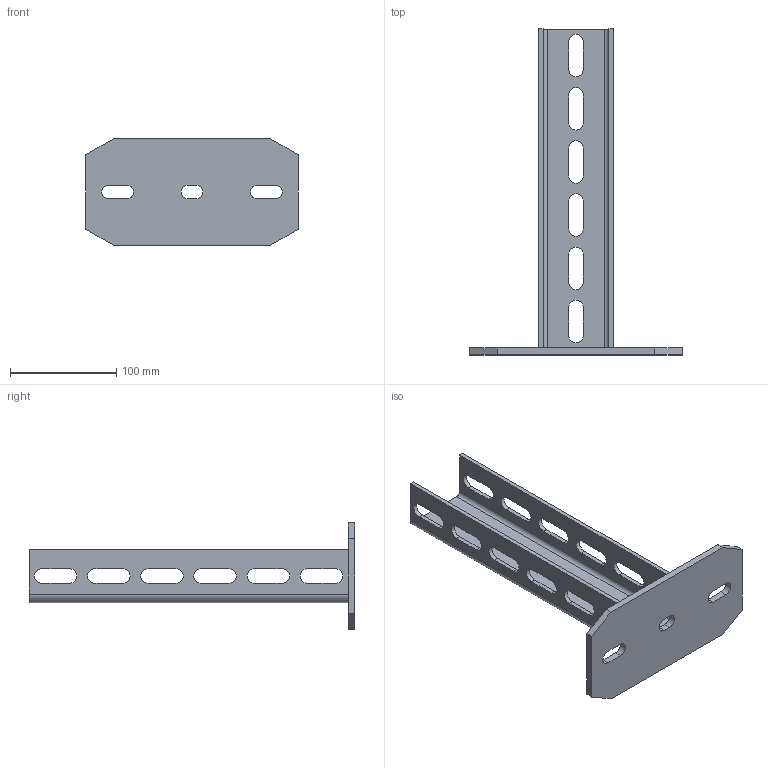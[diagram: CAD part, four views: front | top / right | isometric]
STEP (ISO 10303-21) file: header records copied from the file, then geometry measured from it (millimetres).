
FILE_DESCRIPTION((''),'2;1');
FILE_NAME('6339034','2012-07-23T',('AndreasKeweloh'),(''),'PRO/ENGINEER BY PARAMETRIC TECHNOLOGY CORPORATION, 2012130','PRO/ENGINEER BY PARAMETRIC TECHNOLOGY CORPORATION, 2012130','');
FILE_SCHEMA(('CONFIG_CONTROL_DESIGN'));
Length unit declared in the file: millimetre
Products named in the file (1): 6339034
Bounding box: 200 x 306.5 x 100 mm (x, y, z)
Volume: 269808.9 mm3; surface area: 126297.3 mm2
Topology: 1 solids, 1 shells, 107 faces, 312 edges, 208 vertices
Faces by surface type: plane 61, cylinder 46
Entity records: 3680 total; most frequent: CARTESIAN_POINT 627, ORIENTED_EDGE 624, DIRECTION 618, EDGE_CURVE 312, VECTOR 220, LINE 220, VERTEX_POINT 208, AXIS2_PLACEMENT_3D 199
